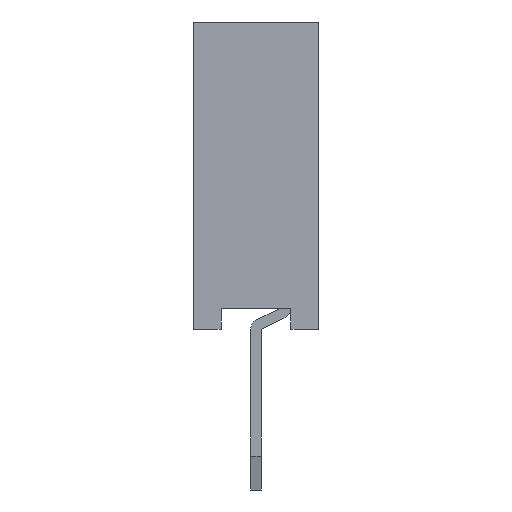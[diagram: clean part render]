
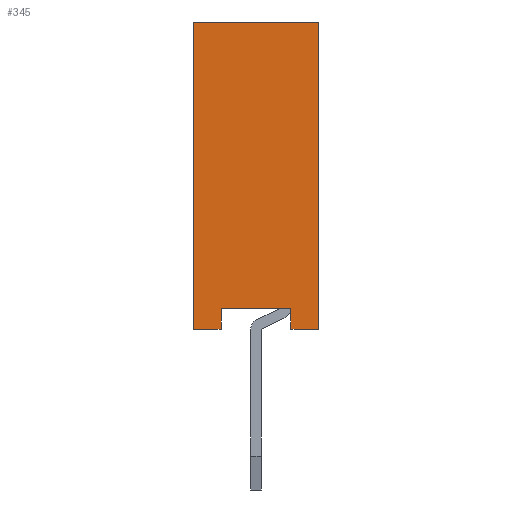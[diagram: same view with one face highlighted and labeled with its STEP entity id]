
A CAD part, left-side view. The second image highlights one B-rep face of the part: STEP entity #345.
In plain terms, the highlighted planar face has unit normal (-1, 0, 0).
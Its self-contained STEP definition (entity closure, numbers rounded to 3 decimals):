
#345=ADVANCED_FACE('',(#12695),#12697,.T.);
#12695=FACE_BOUND('',#12696,.T.);
#12696=EDGE_LOOP('',(#22553,#22554,#22555,#22556,#22557,#22558,#22559,#22560));
#12697=PLANE('',#12698);
#12698=AXIS2_PLACEMENT_3D('',#12699,#12700,#12701);
#12699=CARTESIAN_POINT('',(-0.635,0.9,0.));
#12700=DIRECTION('',(-1.,0.,0.));
#12701=DIRECTION('',(0.,-1.,0.));
#22553=ORIENTED_EDGE('',*,*,#29610,.T.);
#22554=ORIENTED_EDGE('',*,*,#29801,.T.);
#22555=ORIENTED_EDGE('',*,*,#29805,.T.);
#22556=ORIENTED_EDGE('',*,*,#29806,.F.);
#22557=ORIENTED_EDGE('',*,*,#29807,.F.);
#22558=ORIENTED_EDGE('',*,*,#29802,.T.);
#22559=ORIENTED_EDGE('',*,*,#29705,.T.);
#22560=ORIENTED_EDGE('',*,*,#29808,.T.);
#29610=EDGE_CURVE('',#33244,#33241,#33245,.F.);
#29705=EDGE_CURVE('',#33434,#33432,#33435,.F.);
#29801=EDGE_CURVE('',#33241,#33617,#33619,.T.);
#29802=EDGE_CURVE('',#33620,#33434,#33621,.T.);
#29805=EDGE_CURVE('',#33617,#33625,#33626,.T.);
#29806=EDGE_CURVE('',#33627,#33625,#33628,.T.);
#29807=EDGE_CURVE('',#33620,#33627,#33629,.T.);
#29808=EDGE_CURVE('',#33432,#33244,#33630,.T.);
#33241=VERTEX_POINT('',#39177);
#33244=VERTEX_POINT('',#39182);
#33245=LINE('',#39183,#39184);
#33432=VERTEX_POINT('',#39558);
#33434=VERTEX_POINT('',#39562);
#33435=LINE('',#39563,#39564);
#33617=VERTEX_POINT('',#39935);
#33619=LINE('',#39939,#39940);
#33620=VERTEX_POINT('',#39942);
#33621=LINE('',#39943,#39944);
#33625=VERTEX_POINT('',#39953);
#33626=LINE('',#39954,#39955);
#33627=VERTEX_POINT('',#39957);
#33628=LINE('',#39958,#39959);
#33629=LINE('',#39961,#39962);
#33630=LINE('',#39964,#39965);
#39177=CARTESIAN_POINT('',(-0.635,-0.5,0.));
#39182=CARTESIAN_POINT('',(-0.635,-0.5,0.3));
#39183=CARTESIAN_POINT('',(-0.635,-0.5,0.));
#39184=VECTOR('',#39185,1.);
#39185=DIRECTION('',(0.,0.,1.));
#39558=CARTESIAN_POINT('',(-0.635,0.5,0.3));
#39562=CARTESIAN_POINT('',(-0.635,0.5,0.));
#39563=CARTESIAN_POINT('',(-0.635,0.5,0.3));
#39564=VECTOR('',#39565,1.);
#39565=DIRECTION('',(0.,0.,-1.));
#39935=CARTESIAN_POINT('',(-0.635,-0.9,0.));
#39939=CARTESIAN_POINT('',(-0.635,-0.5,0.));
#39940=VECTOR('',#39941,1.);
#39941=DIRECTION('',(0.,-1.,0.));
#39942=CARTESIAN_POINT('',(-0.635,0.9,0.));
#39943=CARTESIAN_POINT('',(-0.635,0.9,0.));
#39944=VECTOR('',#39945,1.);
#39945=DIRECTION('',(0.,-1.,0.));
#39953=CARTESIAN_POINT('',(-0.635,-0.9,4.4));
#39954=CARTESIAN_POINT('',(-0.635,-0.9,0.));
#39955=VECTOR('',#39956,1.);
#39956=DIRECTION('',(0.,0.,1.));
#39957=CARTESIAN_POINT('',(-0.635,0.9,4.4));
#39958=CARTESIAN_POINT('',(-0.635,0.9,4.4));
#39959=VECTOR('',#39960,1.);
#39960=DIRECTION('',(0.,-1.,0.));
#39961=CARTESIAN_POINT('',(-0.635,0.9,0.));
#39962=VECTOR('',#39963,1.);
#39963=DIRECTION('',(0.,0.,1.));
#39964=CARTESIAN_POINT('',(-0.635,0.5,0.3));
#39965=VECTOR('',#39966,1.);
#39966=DIRECTION('',(0.,-1.,0.));
